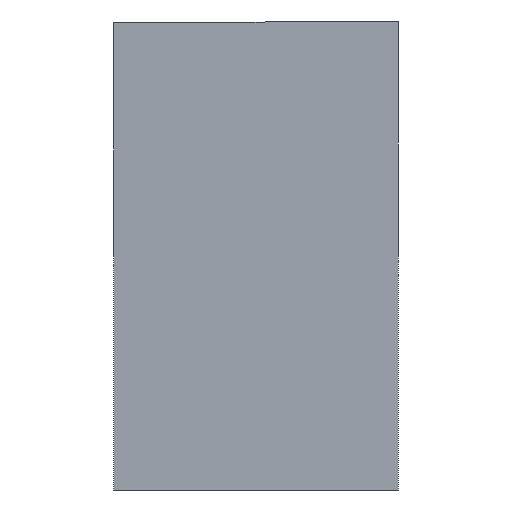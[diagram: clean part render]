
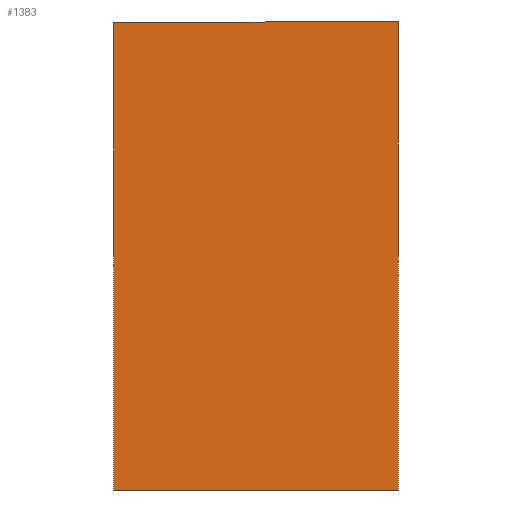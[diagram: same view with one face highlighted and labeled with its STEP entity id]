
A CAD part, left-side view. The second image highlights one B-rep face of the part: STEP entity #1383.
In plain terms, the highlighted planar face has unit normal (-1, 0, 0).
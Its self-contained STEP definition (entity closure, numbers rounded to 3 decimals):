
#32 = ORIENTED_EDGE ( 'NONE', *, *, #1823, .T. ) ;
#131 = EDGE_CURVE ( 'NONE', #1798, #1537, #695, .T. ) ;
#144 = DIRECTION ( 'NONE',  ( 0., -1., 0. ) ) ;
#171 = VECTOR ( 'NONE', #298, 1000. ) ;
#298 = DIRECTION ( 'NONE',  ( 0., 1., 0. ) ) ;
#342 = VECTOR ( 'NONE', #144, 1000. ) ;
#358 = ORIENTED_EDGE ( 'NONE', *, *, #1848, .T. ) ;
#483 = LINE ( 'NONE', #2025, #171 ) ;
#589 = DIRECTION ( 'NONE',  ( 0., 0., -1. ) ) ;
#695 = LINE ( 'NONE', #1457, #2390 ) ;
#712 = DIRECTION ( 'NONE',  ( 0., 0., 1. ) ) ;
#850 = CARTESIAN_POINT ( 'NONE',  ( -0.01, 1.69, -2.79 ) ) ;
#935 = EDGE_LOOP ( 'NONE', ( #32, #1341, #1441, #358 ) ) ;
#1223 = AXIS2_PLACEMENT_3D ( 'NONE', #2410, #2448, #712 ) ;
#1323 = VERTEX_POINT ( 'NONE', #1778 ) ;
#1341 = ORIENTED_EDGE ( 'NONE', *, *, #131, .T. ) ;
#1383 = ADVANCED_FACE ( 'NONE', ( #1611 ), #1436, .T. ) ;
#1436 = PLANE ( 'NONE',  #1223 ) ;
#1441 = ORIENTED_EDGE ( 'NONE', *, *, #2454, .T. ) ;
#1457 = CARTESIAN_POINT ( 'NONE',  ( -0.01, -0.01, -2.79 ) ) ;
#1537 = VERTEX_POINT ( 'NONE', #1904 ) ;
#1583 = VECTOR ( 'NONE', #589, 1000. ) ;
#1611 = FACE_OUTER_BOUND ( 'NONE', #935, .T. ) ;
#1721 = CARTESIAN_POINT ( 'NONE',  ( -0.01, 1.69, -2.79 ) ) ;
#1778 = CARTESIAN_POINT ( 'NONE',  ( -0.01, 1.69, -2.79 ) ) ;
#1797 = CARTESIAN_POINT ( 'NONE',  ( -0.01, -0.01, -2.79 ) ) ;
#1798 = VERTEX_POINT ( 'NONE', #1797 ) ;
#1823 = EDGE_CURVE ( 'NONE', #1323, #1798, #1995, .T. ) ;
#1848 = EDGE_CURVE ( 'NONE', #2420, #1323, #2322, .T. ) ;
#1904 = CARTESIAN_POINT ( 'NONE',  ( -0.01, -0.01, 0.01 ) ) ;
#1995 = LINE ( 'NONE', #850, #342 ) ;
#2025 = CARTESIAN_POINT ( 'NONE',  ( -0.01, 1.69, 0.01 ) ) ;
#2042 = CARTESIAN_POINT ( 'NONE',  ( -0.01, 1.69, 0.01 ) ) ;
#2235 = DIRECTION ( 'NONE',  ( 0., 0., 1. ) ) ;
#2322 = LINE ( 'NONE', #1721, #1583 ) ;
#2390 = VECTOR ( 'NONE', #2235, 1000. ) ;
#2410 = CARTESIAN_POINT ( 'NONE',  ( -0.01, 0., 0. ) ) ;
#2420 = VERTEX_POINT ( 'NONE', #2042 ) ;
#2448 = DIRECTION ( 'NONE',  ( -1., 0., 0. ) ) ;
#2454 = EDGE_CURVE ( 'NONE', #1537, #2420, #483, .T. ) ;
